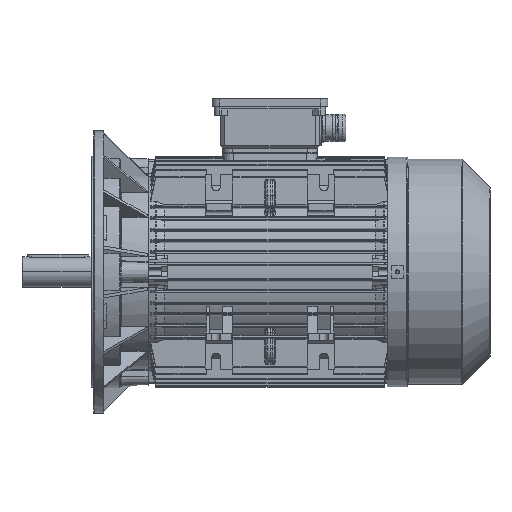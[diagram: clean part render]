
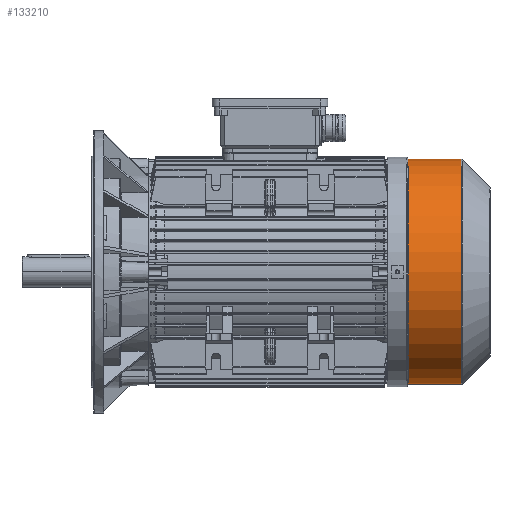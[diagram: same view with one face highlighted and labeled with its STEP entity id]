
A CAD part, front view. The second image highlights one B-rep face of the part: STEP entity #133210.
In plain terms, the highlighted cylindrical face has radius 219 mm (diameter 438 mm), a partial arc.
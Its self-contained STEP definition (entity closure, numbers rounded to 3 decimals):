
#1084 = DIRECTION ( 'NONE',  ( -1., 0., 0. ) ) ;
#4029 = DIRECTION ( 'NONE',  ( 0., 0., 1. ) ) ;
#4479 = AXIS2_PLACEMENT_3D ( 'NONE', #19387, #136345, #4029 ) ;
#17760 = DIRECTION ( 'NONE',  ( -1., 0., 0. ) ) ;
#17904 = VERTEX_POINT ( 'NONE', #173131 ) ;
#19387 = CARTESIAN_POINT ( 'NONE',  ( 40.8, 0., 0. ) ) ;
#27297 = LINE ( 'NONE', #120856, #139241 ) ;
#34178 = CARTESIAN_POINT ( 'NONE',  ( 0., 0., -219. ) ) ;
#40191 = CARTESIAN_POINT ( 'NONE',  ( 144.182, 0., -219. ) ) ;
#42802 = CARTESIAN_POINT ( 'NONE',  ( 0., 0., 0. ) ) ;
#48190 = DIRECTION ( 'NONE',  ( 0., 0., 1. ) ) ;
#49651 = VERTEX_POINT ( 'NONE', #40191 ) ;
#68349 = AXIS2_PLACEMENT_3D ( 'NONE', #42802, #1084, #48190 ) ;
#71523 = AXIS2_PLACEMENT_3D ( 'NONE', #81912, #149648, #125993 ) ;
#72815 = CARTESIAN_POINT ( 'NONE',  ( 40.8, 0., -219. ) ) ;
#77700 = CARTESIAN_POINT ( 'NONE',  ( 40.8, 0., 219. ) ) ;
#81912 = CARTESIAN_POINT ( 'NONE',  ( 144.182, 0., 0. ) ) ;
#84453 = LINE ( 'NONE', #34178, #104451 ) ;
#91061 = VERTEX_POINT ( 'NONE', #77700 ) ;
#104451 = VECTOR ( 'NONE', #17760, 1000. ) ;
#105638 = CIRCLE ( 'NONE', #4479, 219. ) ;
#108415 = CYLINDRICAL_SURFACE ( 'NONE', #68349, 219. ) ;
#110945 = ORIENTED_EDGE ( 'NONE', *, *, #183656, .T. ) ;
#112596 = EDGE_CURVE ( 'NONE', #17904, #91061, #27297, .T. ) ;
#115426 = EDGE_LOOP ( 'NONE', ( #185290, #110945, #183017, #135126 ) ) ;
#120856 = CARTESIAN_POINT ( 'NONE',  ( 0., 0., 219. ) ) ;
#125993 = DIRECTION ( 'NONE',  ( 0., 0., -1. ) ) ;
#133210 = ADVANCED_FACE ( 'NONE', ( #177162 ), #108415, .T. ) ;
#135126 = ORIENTED_EDGE ( 'NONE', *, *, #206718, .T. ) ;
#136345 = DIRECTION ( 'NONE',  ( 1., 0., 0. ) ) ;
#139241 = VECTOR ( 'NONE', #148551, 1000. ) ;
#148551 = DIRECTION ( 'NONE',  ( -1., 0., 0. ) ) ;
#149648 = DIRECTION ( 'NONE',  ( -1., 0., 0. ) ) ;
#165767 = CIRCLE ( 'NONE', #71523, 219. ) ;
#173131 = CARTESIAN_POINT ( 'NONE',  ( 144.182, 0., 219. ) ) ;
#177162 = FACE_OUTER_BOUND ( 'NONE', #115426, .T. ) ;
#183017 = ORIENTED_EDGE ( 'NONE', *, *, #112596, .T. ) ;
#183656 = EDGE_CURVE ( 'NONE', #49651, #17904, #165767, .T. ) ;
#185290 = ORIENTED_EDGE ( 'NONE', *, *, #200141, .F. ) ;
#192169 = VERTEX_POINT ( 'NONE', #72815 ) ;
#200141 = EDGE_CURVE ( 'NONE', #49651, #192169, #84453, .T. ) ;
#206718 = EDGE_CURVE ( 'NONE', #91061, #192169, #105638, .T. ) ;
